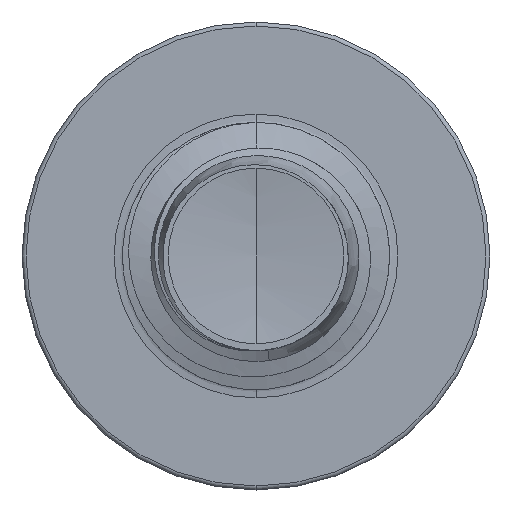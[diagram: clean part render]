
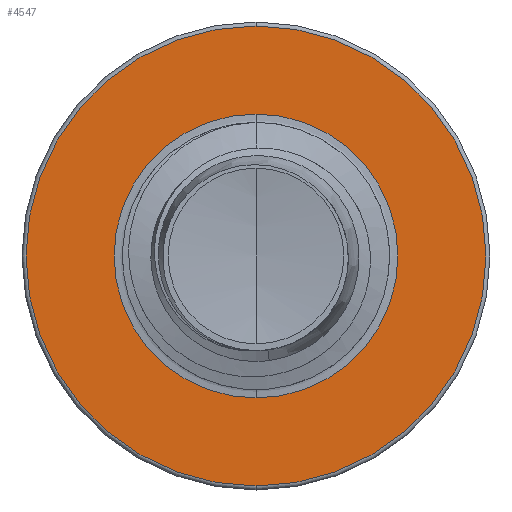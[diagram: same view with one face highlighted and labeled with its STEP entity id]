
A CAD part, front view. The second image highlights one B-rep face of the part: STEP entity #4547.
In plain terms, the highlighted planar face has unit normal (0, -1, 0).
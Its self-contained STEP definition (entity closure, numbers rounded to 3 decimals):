
#711 = FACE_OUTER_BOUND ( 'NONE', #13316, .T. ) ;
#1246 = CARTESIAN_POINT ( 'NONE',  ( 0., 8., 0. ) ) ;
#1924 = DIRECTION ( 'NONE',  ( 0., 1., 0. ) ) ;
#2015 = DIRECTION ( 'NONE',  ( 0., 1., 0. ) ) ;
#2373 = CIRCLE ( 'NONE', #7091, 5.16 ) ;
#2491 = CARTESIAN_POINT ( 'NONE',  ( 0., 8., -5.16 ) ) ;
#2518 = VERTEX_POINT ( 'NONE', #3875 ) ;
#2670 = DIRECTION ( 'NONE',  ( 0., 0., 1. ) ) ;
#2738 = VERTEX_POINT ( 'NONE', #2491 ) ;
#3185 = CARTESIAN_POINT ( 'NONE',  ( 0., 8., 5.16 ) ) ;
#3875 = CARTESIAN_POINT ( 'NONE',  ( 0., 8., -3.186 ) ) ;
#3976 = AXIS2_PLACEMENT_3D ( 'NONE', #15014, #15037, #15073 ) ;
#4360 = ORIENTED_EDGE ( 'NONE', *, *, #16286, .T. ) ;
#4377 = CIRCLE ( 'NONE', #4862, 3.186 ) ;
#4547 = ADVANCED_FACE ( 'NONE', ( #711, #12793 ), #14927, .F. ) ;
#4657 = VERTEX_POINT ( 'NONE', #15191 ) ;
#4862 = AXIS2_PLACEMENT_3D ( 'NONE', #1246, #11111, #2670 ) ;
#5825 = EDGE_LOOP ( 'NONE', ( #4360, #8665 ) ) ;
#6102 = DIRECTION ( 'NONE',  ( 0., 1., 0. ) ) ;
#6879 = CIRCLE ( 'NONE', #14176, 3.186 ) ;
#7091 = AXIS2_PLACEMENT_3D ( 'NONE', #10453, #2015, #11855 ) ;
#7212 = EDGE_CURVE ( 'NONE', #2518, #4657, #6879, .T. ) ;
#7789 = AXIS2_PLACEMENT_3D ( 'NONE', #14493, #6102, #15855 ) ;
#8665 = ORIENTED_EDGE ( 'NONE', *, *, #7212, .T. ) ;
#10365 = CARTESIAN_POINT ( 'NONE',  ( 0., 8., 0. ) ) ;
#10453 = CARTESIAN_POINT ( 'NONE',  ( 0., 8., 0. ) ) ;
#11001 = CIRCLE ( 'NONE', #7789, 5.16 ) ;
#11111 = DIRECTION ( 'NONE',  ( 0., 1., 0. ) ) ;
#11765 = DIRECTION ( 'NONE',  ( 0., 0., 1. ) ) ;
#11855 = DIRECTION ( 'NONE',  ( 0., 0., 1. ) ) ;
#12588 = VERTEX_POINT ( 'NONE', #3185 ) ;
#12793 = FACE_BOUND ( 'NONE', #5825, .T. ) ;
#12823 = ORIENTED_EDGE ( 'NONE', *, *, #15744, .F. ) ;
#13316 = EDGE_LOOP ( 'NONE', ( #12823, #16958 ) ) ;
#14176 = AXIS2_PLACEMENT_3D ( 'NONE', #10365, #1924, #11765 ) ;
#14470 = EDGE_CURVE ( 'NONE', #2738, #12588, #11001, .T. ) ;
#14493 = CARTESIAN_POINT ( 'NONE',  ( 0., 8., 0. ) ) ;
#14927 = PLANE ( 'NONE',  #3976 ) ;
#15014 = CARTESIAN_POINT ( 'NONE',  ( 0., 8., -3.186 ) ) ;
#15037 = DIRECTION ( 'NONE',  ( 0., 1., 0. ) ) ;
#15073 = DIRECTION ( 'NONE',  ( 0., 0., 1. ) ) ;
#15191 = CARTESIAN_POINT ( 'NONE',  ( 0., 8., 3.186 ) ) ;
#15744 = EDGE_CURVE ( 'NONE', #12588, #2738, #2373, .T. ) ;
#15855 = DIRECTION ( 'NONE',  ( 0., 0., 1. ) ) ;
#16286 = EDGE_CURVE ( 'NONE', #4657, #2518, #4377, .T. ) ;
#16958 = ORIENTED_EDGE ( 'NONE', *, *, #14470, .F. ) ;
